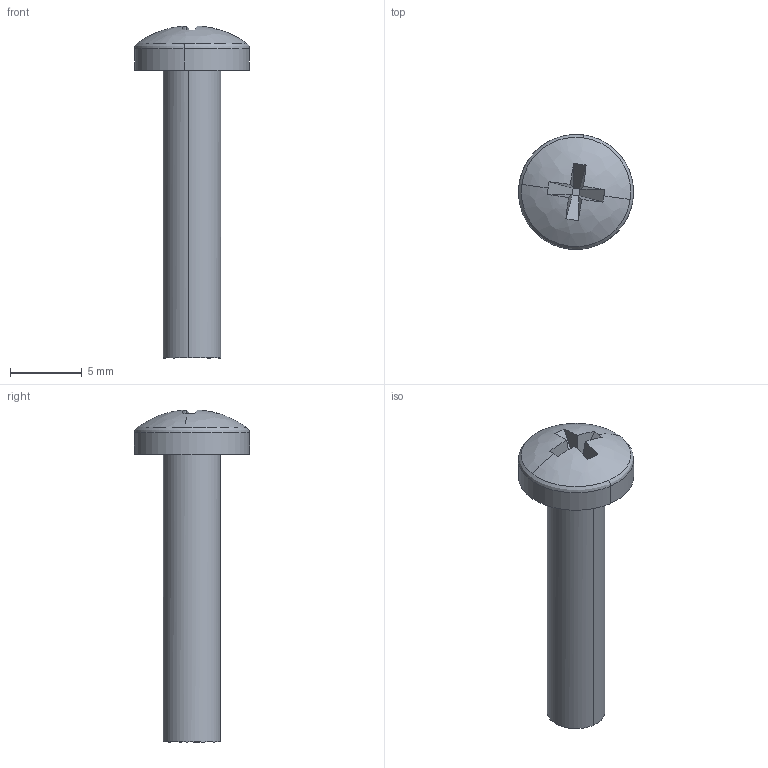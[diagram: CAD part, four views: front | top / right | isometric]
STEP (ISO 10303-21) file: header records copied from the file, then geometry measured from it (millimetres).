
FILE_DESCRIPTION(/* description */ (''),/* implementation_level */ '2;1');
FILE_NAME(/* name */ 'ARM_1_~1',/* time_stamp */ '2018-07-04T14:59:42+02:00',/* author */ (''),/* organization */ (''),/* preprocessor_version */ 'ST-DEVELOPER v15',/* originating_system */ '',/* authorisation */ '');
FILE_SCHEMA (('CONFIG_CONTROL_DESIGN'));
Length unit declared in the file: millimetre
Products named in the file (3): Document; pan cross head_am_B18.6.7M - M4 x 0.7 x 20 Type I Cross Recessed PHMS
 --20N
Assembly tree (2 placements, depth 3):
  Document
    Document
      pan cross head_am_B18.6.7M - M4 x 0.7 x 20 Type I Cross Recessed PHMS
 --20N
Bounding box: 7.99 x 8 x 23.07 mm (x, y, z)
Volume: 367.4 mm3; surface area: 416.6 mm2
Topology: 1 solids, 1 shells, 23 faces, 50 edges, 30 vertices
Faces by surface type: plane 15, bspline 8
Entity records: 1109 total; most frequent: CARTESIAN_POINT 521, ORIENTED_EDGE 100, EDGE_CURVE 50, VERTEX_POINT 30, DIRECTION 27, EDGE_LOOP 24, ADVANCED_FACE 23, FACE_OUTER_BOUND 23
